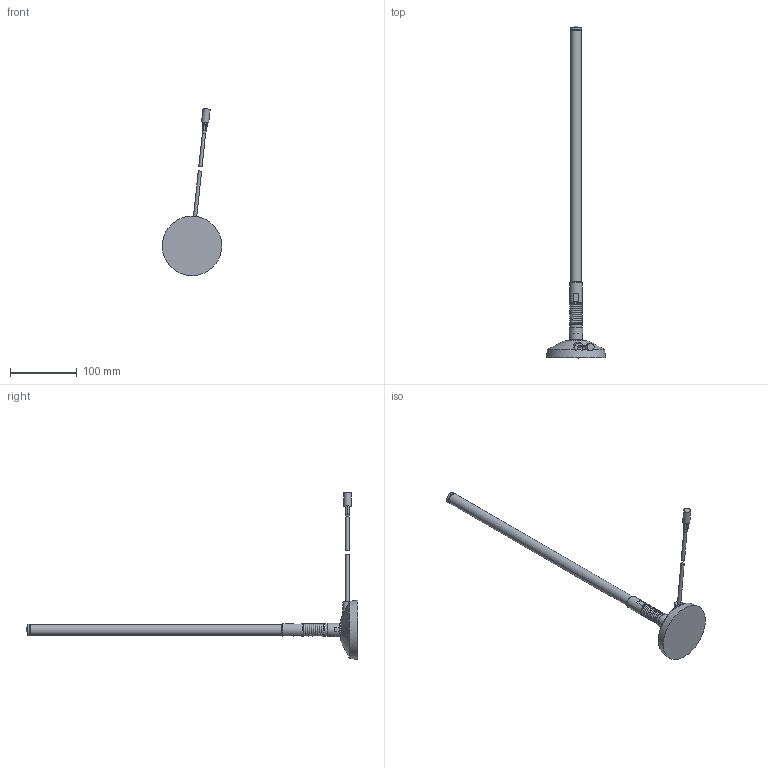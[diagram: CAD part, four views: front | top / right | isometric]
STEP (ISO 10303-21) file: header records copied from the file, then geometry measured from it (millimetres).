
FILE_DESCRIPTION (( 'STEP AP214' ), '1' );
FILE_NAME ('HG2408MGUR.STEP', '2018-01-17T16:38:58', ( '' ), ( '' ), 'SwSTEP 2.0', 'SolidWorks 2014', '' );
FILE_SCHEMA (( 'AUTOMOTIVE_DESIGN' ));
Length unit declared in the file: inch
Products named in the file (9): HG2409MGU_MagBase; 195_short_cut; CONNECTOR REP_Small; HEATSH-HEX_stepd_195Black; HMA3-XXXAYY_BASE; HG2408UR-NM; HG2408UR-NM_ANTENNA; HG2408UR-NM_SPRINGCOIL; HG2408MGUR
Assembly tree (8 placements, depth 3):
  HG2408MGUR
    HG2408UR-NM
      HG2408UR-NM_SPRINGCOIL
      HG2408UR-NM_ANTENNA
    HG2409MGU_MagBase
      HMA3-XXXAYY_BASE
      HEATSH-HEX_stepd_195Black
      CONNECTOR REP_Small
      195_short_cut
Bounding box: 88.69 x 496.33 x 249.86 mm (x, y, z)
Volume: 216403.4 mm3; surface area: 50659.4 mm2
Topology: 8 solids, 8 shells, 151 faces, 297 edges, 174 vertices
Faces by surface type: plane 57, cylinder 43, cone 39, sphere 7, bspline 4, torus 1
Full cylindrical faces by diameter (mm): 1.65 x1, 1.8 x1, 2.98 x1, 3 x1, 4.953 x3, 5.588 x1, 7 x1, 8.35 x1, 10.668 x1, 13.386 x1, 13.538 x1, 15.428 x1, 16.078 x1, 16.2 x1, 17.145 x1, 17.6 x1, 18.034 x2, 18.542 x2, 18.923 x1, 19.812 x1, 31.318 x1
Entity records: 12075 total; most frequent: CARTESIAN_POINT 7633, DIRECTION 648, ORIENTED_EDGE 444, AXIS2_PLACEMENT_3D 289, EDGE_LOOP 228, EDGE_CURVE 222, FACE_OUTER_BOUND 177, VERTEX_POINT 164
